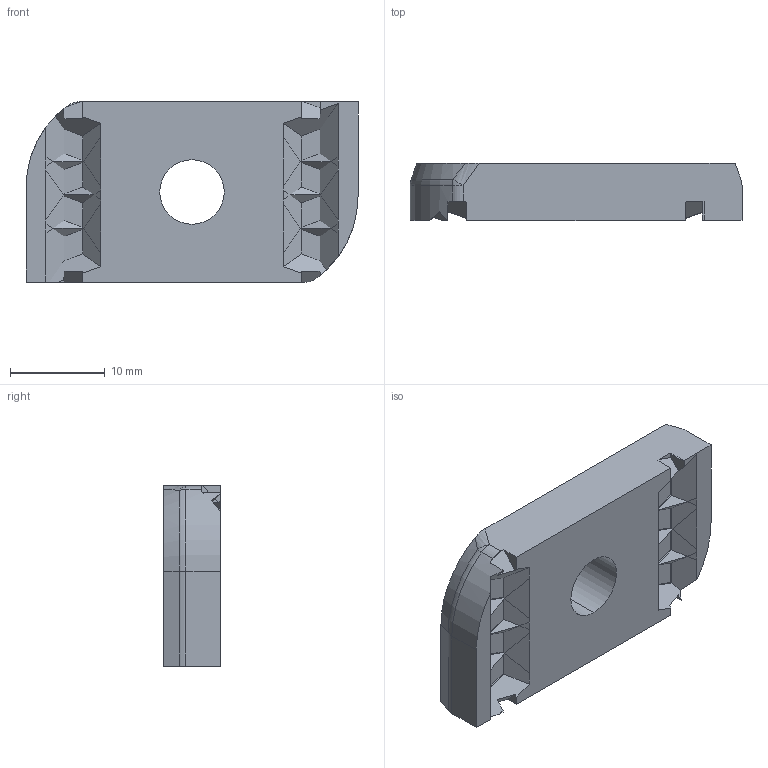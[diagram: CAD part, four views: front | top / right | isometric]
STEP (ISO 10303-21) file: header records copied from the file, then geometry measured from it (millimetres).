
FILE_DESCRIPTION (( 'STEP AP203' ), '1' );
FILE_NAME ('084.302.039.STEP', '2013-01-23T07:48:54', ( 'Alusic' ), ( 'Alusic' ), 'SwSTEP 2.0', 'SolidWorks 2011', '' );
FILE_SCHEMA (( 'CONFIG_CONTROL_DESIGN' ));
Length unit declared in the file: millimetre
Products named in the file (1): 084.302.039
Bounding box: 35 x 6 x 19 mm (x, y, z)
Volume: 3342.1 mm3; surface area: 1978.1 mm2
Topology: 1 solids, 1 shells, 128 faces, 312 edges, 186 vertices
Faces by surface type: plane 112, cylinder 8, cone 2, torus 2, sphere 2, bspline 2
Entity records: 3734 total; most frequent: CARTESIAN_POINT 708, ORIENTED_EDGE 624, DIRECTION 578, EDGE_CURVE 312, LINE 274, VECTOR 274, VERTEX_POINT 186, AXIS2_PLACEMENT_3D 152
